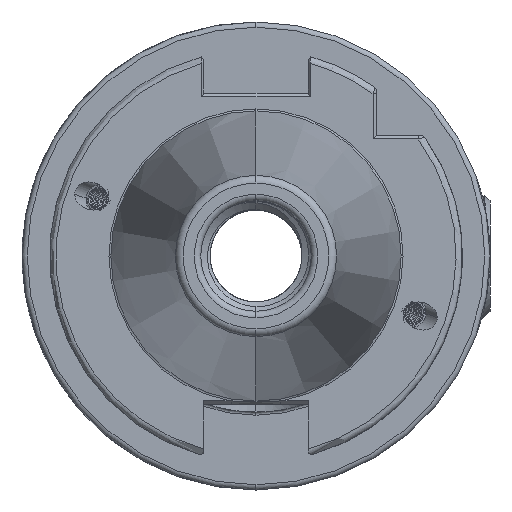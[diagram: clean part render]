
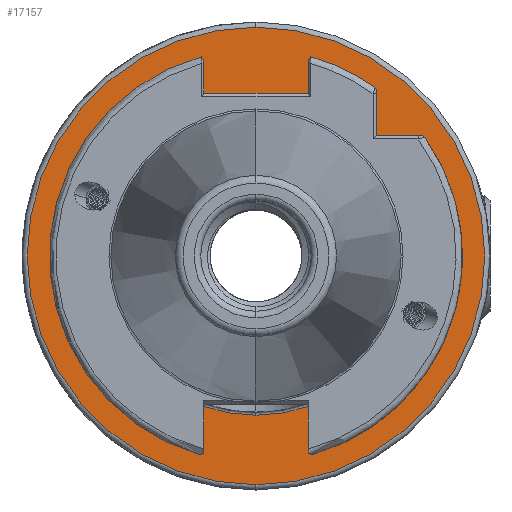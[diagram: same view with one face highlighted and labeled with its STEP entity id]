
A CAD part, left-side view. The second image highlights one B-rep face of the part: STEP entity #17157.
In plain terms, the highlighted planar face has unit normal (-1, 0, 0).
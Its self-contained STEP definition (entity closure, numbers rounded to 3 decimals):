
#2106 = AXIS2_PLACEMENT_3D ( 'NONE', #23681, #23684, #23692 ) ;
#2114 = AXIS2_PLACEMENT_3D ( 'NONE', #23743, #23721, #23767 ) ;
#2124 = AXIS2_PLACEMENT_3D ( 'NONE', #11045, #11012, #11005 ) ;
#2144 = AXIS2_PLACEMENT_3D ( 'NONE', #12010, #12028, #12016 ) ;
#2180 = CARTESIAN_POINT ( 'NONE',  ( 31.8, 0., 24.5 ) ) ;
#2257 = CARTESIAN_POINT ( 'NONE',  ( 31.8, 0., 35.2 ) ) ;
#2314 = CARTESIAN_POINT ( 'NONE',  ( 31.8, 0., -35.2 ) ) ;
#7312 = EDGE_LOOP ( 'NONE', ( #29408, #29409 ) ) ;
#7370 = EDGE_LOOP ( 'NONE', ( #29406, #29428 ) ) ;
#7821 = VERTEX_POINT ( 'NONE', #23606 ) ;
#8117 = CIRCLE ( 'NONE', #2114, 24.5 ) ;
#8138 = CIRCLE ( 'NONE', #2106, 35.2 ) ;
#8224 = CIRCLE ( 'NONE', #2124, 24.5 ) ;
#8256 = CIRCLE ( 'NONE', #2144, 35.2 ) ;
#10267 = AXIS2_PLACEMENT_3D ( 'NONE', #15813, #15840, #15829 ) ;
#11005 = DIRECTION ( 'NONE',  ( 0., 0., 1. ) ) ;
#11012 = DIRECTION ( 'NONE',  ( 1., 0., 0. ) ) ;
#11045 = CARTESIAN_POINT ( 'NONE',  ( 31.8, 0., 0. ) ) ;
#12010 = CARTESIAN_POINT ( 'NONE',  ( 31.8, 0., 0. ) ) ;
#12016 = DIRECTION ( 'NONE',  ( 0., 0., 1. ) ) ;
#12028 = DIRECTION ( 'NONE',  ( -1., 0., 0. ) ) ;
#13756 = EDGE_CURVE ( 'NONE', #26311, #26374, #8138, .T. ) ;
#13759 = EDGE_CURVE ( 'NONE', #25984, #7821, #8117, .T. ) ;
#13935 = EDGE_CURVE ( 'NONE', #7821, #25984, #8224, .T. ) ;
#13982 = EDGE_CURVE ( 'NONE', #26374, #26311, #8256, .T. ) ;
#15810 = PLANE ( 'NONE',  #10267 ) ;
#15813 = CARTESIAN_POINT ( 'NONE',  ( 31.8, 24., 0. ) ) ;
#15829 = DIRECTION ( 'NONE',  ( 0., 0., 1. ) ) ;
#15840 = DIRECTION ( 'NONE',  ( -1., 0., 0. ) ) ;
#17157 = ADVANCED_FACE ( 'NONE', ( #27220, #27204 ), #15810, .T. ) ;
#23606 = CARTESIAN_POINT ( 'NONE',  ( 31.8, 0., -24.5 ) ) ;
#23681 = CARTESIAN_POINT ( 'NONE',  ( 31.8, 0., 0. ) ) ;
#23684 = DIRECTION ( 'NONE',  ( -1., 0., 0. ) ) ;
#23692 = DIRECTION ( 'NONE',  ( 0., 0., 1. ) ) ;
#23721 = DIRECTION ( 'NONE',  ( 1., 0., 0. ) ) ;
#23743 = CARTESIAN_POINT ( 'NONE',  ( 31.8, 0., 0. ) ) ;
#23767 = DIRECTION ( 'NONE',  ( 0., 0., 1. ) ) ;
#25984 = VERTEX_POINT ( 'NONE', #2180 ) ;
#26311 = VERTEX_POINT ( 'NONE', #2257 ) ;
#26374 = VERTEX_POINT ( 'NONE', #2314 ) ;
#27204 = FACE_BOUND ( 'NONE', #7312, .T. ) ;
#27220 = FACE_OUTER_BOUND ( 'NONE', #7370, .T. ) ;
#29406 = ORIENTED_EDGE ( 'NONE', *, *, #13756, .T. ) ;
#29408 = ORIENTED_EDGE ( 'NONE', *, *, #13759, .T. ) ;
#29409 = ORIENTED_EDGE ( 'NONE', *, *, #13935, .T. ) ;
#29428 = ORIENTED_EDGE ( 'NONE', *, *, #13982, .T. ) ;
